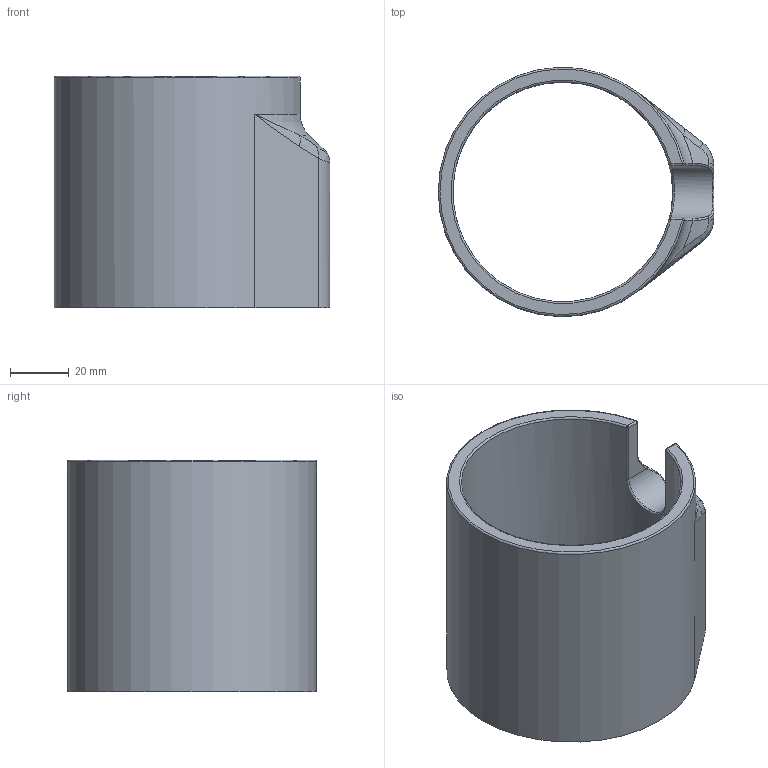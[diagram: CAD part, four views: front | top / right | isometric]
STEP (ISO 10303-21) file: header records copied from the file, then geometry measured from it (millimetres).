
FILE_DESCRIPTION(('Open CASCADE Model'),'2;1');
FILE_NAME('Open CASCADE Shape Model','2024-03-07T20:06:30',('Author'),( 'Open CASCADE'),'Open CASCADE STEP processor 7.7','Open CASCADE 7.7' ,'Unknown');
FILE_SCHEMA(('AUTOMOTIVE_DESIGN { 1 0 10303 214 1 1 1 1 }'));
Length unit declared in the file: millimetre
Products named in the file (1): Open CASCADE STEP translator 7.7 1
Bounding box: 94 x 84.97 x 79 mm (x, y, z)
Volume: 120311.2 mm3; surface area: 42830 mm2
Topology: 1 solids, 1 shells, 47 faces, 111 edges, 59 vertices
Faces by surface type: bspline 18, cylinder 11, plane 7, torus 5, sphere 4, cone 2
Full cylindrical faces by diameter (mm): 75 x1
Entity records: 7180 total; most frequent: CARTESIAN_POINT 5370, DIRECTION 259, ORIENTED_EDGE 210, PCURVE 210, DEFINITIONAL_REPRESENTATION 210, LINE 135, VECTOR 135, EDGE_CURVE 105
